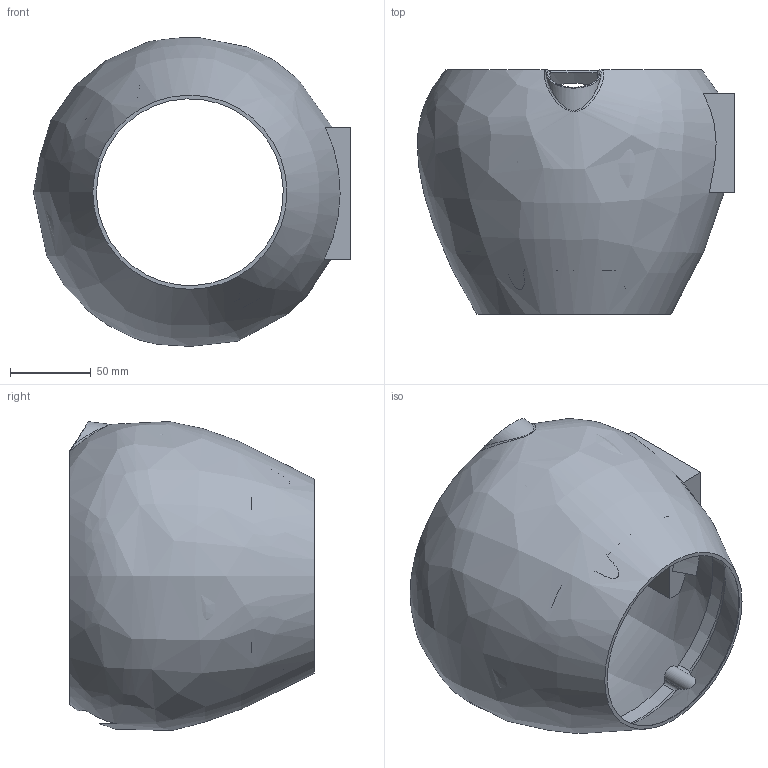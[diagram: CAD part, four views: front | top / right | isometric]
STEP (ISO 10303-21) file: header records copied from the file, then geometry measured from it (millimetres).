
FILE_DESCRIPTION(/* description */ (''),/* implementation_level */ '2;1');
FILE_NAME(/* name */ 'Housing_Outer.step',/* time_stamp */ '2023-01-09T23:02:59+05:30',/* author */ (''),/* organization */ (''),/* preprocessor_version */ 'ST-DEVELOPER v19.2',/* originating_system */ 'Autodesk Translation Framework v11.17.0.187',/* authorisation */ '');
FILE_SCHEMA (('AUTOMOTIVE_DESIGN { 1 0 10303 214 3 1 1 }'));
Length unit declared in the file: millimetre
Products named in the file (1): Housing_Inner_Outer
Bounding box: 195.92 x 151.01 x 190.89 mm (x, y, z)
Volume: 197948.9 mm3; surface area: 187020.2 mm2
Topology: 1 solids, 1 shells, 85 faces, 232 edges, 157 vertices
Faces by surface type: plane 34, cylinder 31, bspline 17, cone 3
Full cylindrical faces by diameter (mm): 3.24 x5
Entity records: 4948 total; most frequent: CARTESIAN_POINT 2919, ORIENTED_EDGE 464, DIRECTION 334, EDGE_CURVE 232, VERTEX_POINT 157, AXIS2_PLACEMENT_3D 125, EDGE_LOOP 97, B_SPLINE_CURVE_WITH_KNOTS 88
